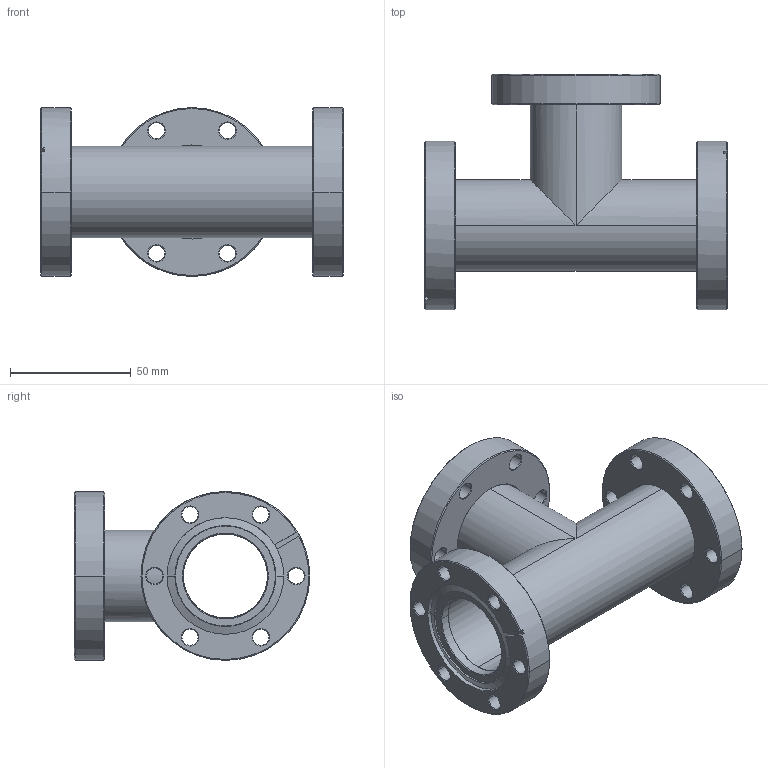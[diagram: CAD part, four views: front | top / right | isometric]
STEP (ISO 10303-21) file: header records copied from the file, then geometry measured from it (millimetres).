
FILE_DESCRIPTION (( 'STEP AP214' ), '1' );
FILE_NAME ('Hositrad_FT35-38.STEP', '2015-07-16T15:31:42', ( '' ), ( '' ), 'SwSTEP 2.0', 'SolidWorks 2015', '' );
FILE_SCHEMA (( 'AUTOMOTIVE_DESIGN' ));
Length unit declared in the file: millimetre
Products named in the file (3): NW35CF-Weld-38.1; Tee-38.1; Hositrad_FT35-38
Assembly tree (4 placements, depth 2):
  Hositrad_FT35-38
    Tee-38.1
    NW35CF-Weld-38.1  x3
Bounding box: 125.4 x 97.7 x 70 mm (x, y, z)
Volume: 122295.9 mm3; surface area: 68503.6 mm2
Topology: 4 solids, 4 shells, 207 faces, 475 edges, 274 vertices
Faces by surface type: cone 111, cylinder 70, plane 24, bspline 2
Entity records: 2538 total; most frequent: CARTESIAN_POINT 591, DIRECTION 430, ORIENTED_EDGE 354, AXIS2_PLACEMENT_3D 177, EDGE_CURVE 177, VERTEX_POINT 102, EDGE_LOOP 97, CIRCLE 93
